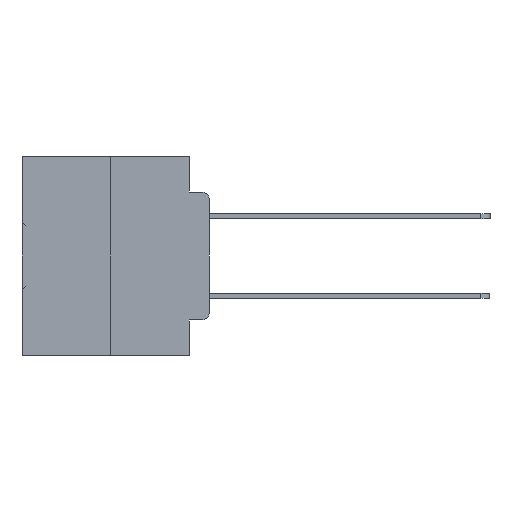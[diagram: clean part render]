
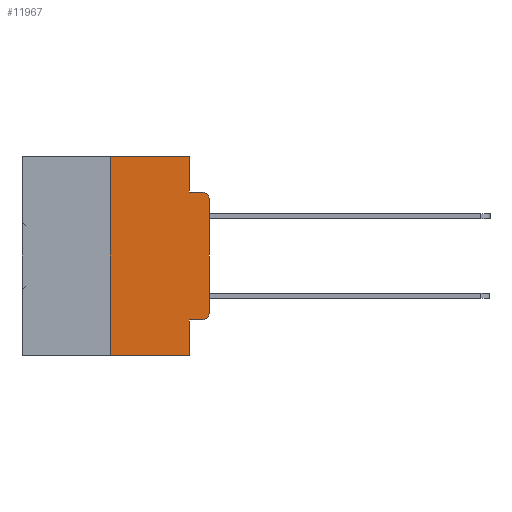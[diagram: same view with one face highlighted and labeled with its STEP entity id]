
A CAD part, left-side view. The second image highlights one B-rep face of the part: STEP entity #11967.
In plain terms, the highlighted planar face has unit normal (-1, 0, 0).
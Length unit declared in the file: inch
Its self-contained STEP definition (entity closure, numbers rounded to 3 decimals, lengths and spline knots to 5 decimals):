
#763 = DIRECTION ( 'NONE',  ( 0., 0., -1. ) ) ;
#1034 = VERTEX_POINT ( 'NONE', #26157 ) ;
#1098 = CARTESIAN_POINT ( 'NONE',  ( 0., 0.25, -0.5 ) ) ;
#2598 = VERTEX_POINT ( 'NONE', #33450 ) ;
#3156 = EDGE_LOOP ( 'NONE', ( #28773, #16975, #31257, #34518, #28377, #14854, #22969, #23819, #3767, #25497 ) ) ;
#3557 = CARTESIAN_POINT ( 'NONE',  ( 0., 0.051, -0.4115 ) ) ;
#3701 = CARTESIAN_POINT ( 'NONE',  ( 0., 0.051, 0. ) ) ;
#3767 = ORIENTED_EDGE ( 'NONE', *, *, #10301, .T. ) ;
#4181 = DIRECTION ( 'NONE',  ( 0., -1., 0. ) ) ;
#4922 = LINE ( 'NONE', #25554, #24963 ) ;
#5810 = VERTEX_POINT ( 'NONE', #29492 ) ;
#6067 = AXIS2_PLACEMENT_3D ( 'NONE', #23793, #7485, #26471 ) ;
#6104 = CARTESIAN_POINT ( 'NONE',  ( 0., 0.473, 0. ) ) ;
#6259 = CARTESIAN_POINT ( 'NONE',  ( 0., 0.473, 0. ) ) ;
#6662 = DIRECTION ( 'NONE',  ( -1., 0., 0. ) ) ;
#7485 = DIRECTION ( 'NONE',  ( -1., 0., 0. ) ) ;
#7601 = LINE ( 'NONE', #3557, #16549 ) ;
#7659 = VECTOR ( 'NONE', #26573, 39.37008 ) ;
#8496 = EDGE_CURVE ( 'NONE', #28468, #15116, #34195, .T. ) ;
#8500 = CARTESIAN_POINT ( 'NONE',  ( 0., 0.051, 0. ) ) ;
#9026 = FACE_OUTER_BOUND ( 'NONE', #3156, .T. ) ;
#9297 = LINE ( 'NONE', #32913, #10996 ) ;
#10301 = EDGE_CURVE ( 'NONE', #34305, #28468, #7601, .T. ) ;
#10996 = VECTOR ( 'NONE', #14095, 39.37008 ) ;
#11176 = CARTESIAN_POINT ( 'NONE',  ( 0., 0.25, 0. ) ) ;
#11776 = DIRECTION ( 'NONE',  ( 0., -1., 0. ) ) ;
#11840 = VECTOR ( 'NONE', #17310, 39.37008 ) ;
#11967 = ADVANCED_FACE ( 'NONE', ( #9026 ), #14419, .F. ) ;
#12177 = VECTOR ( 'NONE', #22158, 39.37008 ) ;
#13913 = EDGE_CURVE ( 'NONE', #34305, #24836, #19965, .T. ) ;
#14095 = DIRECTION ( 'NONE',  ( 0., 0., 1. ) ) ;
#14419 = PLANE ( 'NONE',  #33122 ) ;
#14854 = ORIENTED_EDGE ( 'NONE', *, *, #15778, .F. ) ;
#15116 = VERTEX_POINT ( 'NONE', #24434 ) ;
#15778 = EDGE_CURVE ( 'NONE', #24715, #1034, #26625, .T. ) ;
#15794 = CARTESIAN_POINT ( 'NONE',  ( 0., 0.051, -0.0885 ) ) ;
#16095 = CARTESIAN_POINT ( 'NONE',  ( 0., 0.051, -0.4115 ) ) ;
#16549 = VECTOR ( 'NONE', #11776, 39.37008 ) ;
#16862 = CARTESIAN_POINT ( 'NONE',  ( 0., 0.02, -0.4115 ) ) ;
#16975 = ORIENTED_EDGE ( 'NONE', *, *, #24899, .T. ) ;
#17183 = DIRECTION ( 'NONE',  ( 1., 0., 0. ) ) ;
#17310 = DIRECTION ( 'NONE',  ( 0., 0., -1. ) ) ;
#18164 = VECTOR ( 'NONE', #4181, 39.37008 ) ;
#18621 = VERTEX_POINT ( 'NONE', #8500 ) ;
#19441 = EDGE_CURVE ( 'NONE', #18621, #5810, #4922, .T. ) ;
#19965 = LINE ( 'NONE', #3701, #11840 ) ;
#20721 = CARTESIAN_POINT ( 'NONE',  ( 0., 0.051, -0.5 ) ) ;
#20830 = CARTESIAN_POINT ( 'NONE',  ( 0., 0., -0.1085 ) ) ;
#22158 = DIRECTION ( 'NONE',  ( 0., 0., 1. ) ) ;
#22969 = ORIENTED_EDGE ( 'NONE', *, *, #24119, .T. ) ;
#22993 = CARTESIAN_POINT ( 'NONE',  ( 0., 0.02, -0.3915 ) ) ;
#23008 = LINE ( 'NONE', #15794, #7659 ) ;
#23099 = EDGE_CURVE ( 'NONE', #5810, #2598, #23008, .T. ) ;
#23793 = CARTESIAN_POINT ( 'NONE',  ( 0., 0.02, -0.1085 ) ) ;
#23819 = ORIENTED_EDGE ( 'NONE', *, *, #13913, .F. ) ;
#24119 = EDGE_CURVE ( 'NONE', #24715, #24836, #32378, .T. ) ;
#24434 = CARTESIAN_POINT ( 'NONE',  ( 0., 0., -0.3915 ) ) ;
#24715 = VERTEX_POINT ( 'NONE', #1098 ) ;
#24836 = VERTEX_POINT ( 'NONE', #20721 ) ;
#24899 = EDGE_CURVE ( 'NONE', #28205, #2598, #28620, .T. ) ;
#24963 = VECTOR ( 'NONE', #33505, 39.37008 ) ;
#25183 = DIRECTION ( 'NONE',  ( 0., -1., 0. ) ) ;
#25251 = EDGE_CURVE ( 'NONE', #1034, #18621, #29825, .T. ) ;
#25497 = ORIENTED_EDGE ( 'NONE', *, *, #8496, .T. ) ;
#25554 = CARTESIAN_POINT ( 'NONE',  ( 0., 0.051, 0. ) ) ;
#25684 = DIRECTION ( 'NONE',  ( 0., 0., -1. ) ) ;
#25698 = VECTOR ( 'NONE', #25183, 39.37008 ) ;
#26157 = CARTESIAN_POINT ( 'NONE',  ( 0., 0.25, 0. ) ) ;
#26208 = AXIS2_PLACEMENT_3D ( 'NONE', #22993, #6662, #25684 ) ;
#26471 = DIRECTION ( 'NONE',  ( 0., 0., -1. ) ) ;
#26573 = DIRECTION ( 'NONE',  ( 0., -1., 0. ) ) ;
#26625 = LINE ( 'NONE', #11176, #12177 ) ;
#28205 = VERTEX_POINT ( 'NONE', #20830 ) ;
#28377 = ORIENTED_EDGE ( 'NONE', *, *, #25251, .F. ) ;
#28452 = EDGE_CURVE ( 'NONE', #15116, #28205, #9297, .T. ) ;
#28468 = VERTEX_POINT ( 'NONE', #16862 ) ;
#28500 = CARTESIAN_POINT ( 'NONE',  ( 0., 0.473, -0.5 ) ) ;
#28620 = CIRCLE ( 'NONE', #6067, 0.02 ) ;
#28773 = ORIENTED_EDGE ( 'NONE', *, *, #28452, .T. ) ;
#29492 = CARTESIAN_POINT ( 'NONE',  ( 0., 0.051, -0.0885 ) ) ;
#29825 = LINE ( 'NONE', #6259, #25698 ) ;
#31257 = ORIENTED_EDGE ( 'NONE', *, *, #23099, .F. ) ;
#32378 = LINE ( 'NONE', #28500, #18164 ) ;
#32913 = CARTESIAN_POINT ( 'NONE',  ( 0., 0., 0. ) ) ;
#33122 = AXIS2_PLACEMENT_3D ( 'NONE', #6104, #17183, #763 ) ;
#33450 = CARTESIAN_POINT ( 'NONE',  ( 0., 0.02, -0.0885 ) ) ;
#33505 = DIRECTION ( 'NONE',  ( 0., 0., -1. ) ) ;
#34195 = CIRCLE ( 'NONE', #26208, 0.02 ) ;
#34305 = VERTEX_POINT ( 'NONE', #16095 ) ;
#34518 = ORIENTED_EDGE ( 'NONE', *, *, #19441, .F. ) ;
